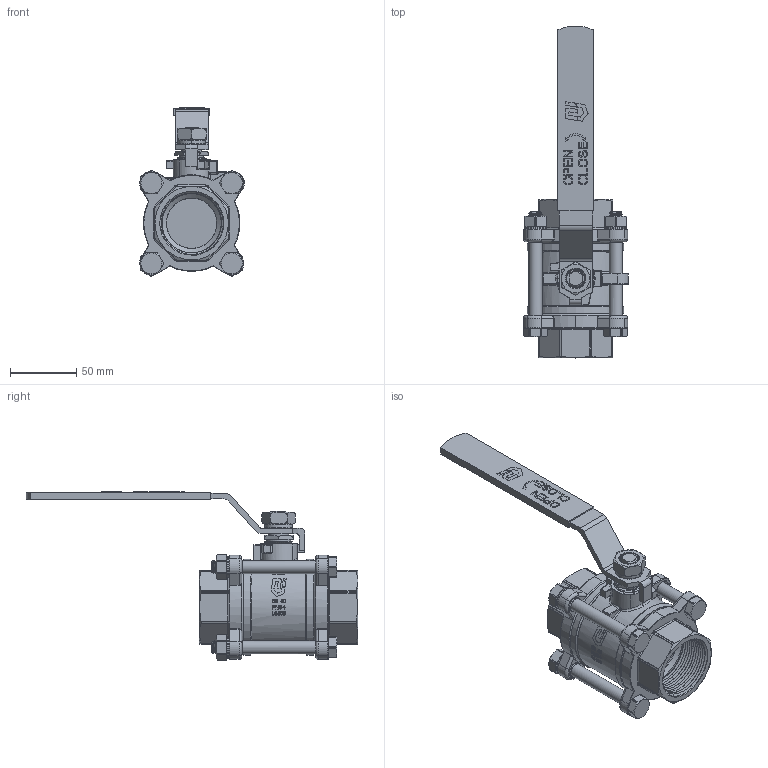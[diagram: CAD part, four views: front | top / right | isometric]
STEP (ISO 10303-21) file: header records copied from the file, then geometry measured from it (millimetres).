
FILE_DESCRIPTION(('HOOPS Exchange Step'),'2;1');
FILE_NAME('GK0400_DN40.stp','2025-10-31T15:10:31+01:00',('nieru'),('Unknown organisation'),'HOOPS Exchange 2024.2','HOOPS Exchange','Unknown authorisation');
FILE_SCHEMA( ('AP203_CONFIGURATION_CONTROLLED_3D_DESIGN_OF_MECHANICAL_PARTS_AND_ASSEMBLIES_MIM_LF') );
Length unit declared in the file: millimetre
Products named in the file (2): 0; root
Assembly tree (1 placements, depth 2):
  root
    0
Bounding box: 79.41 x 251.3 x 127.31 mm (x, y, z)
Volume: 409101.3 mm3; surface area: 101713.5 mm2
Topology: 1 solids, 1 shells, 2043 faces, 5914 edges, 3915 vertices
Faces by surface type: plane 901, cylinder 597, bspline 295, torus 177, cone 59, sphere 14
Full cylindrical faces by diameter (mm): 10 x72, 12 x8, 13.6 x4, 15 x1, 15.4 x1, 15.5 x1, 18 x1, 20.5 x4, 22 x2, 38 x2, 45 x20, 70.5 x1, 73 x2
Entity records: 139518 total; most frequent: CARTESIAN_POINT 91550, ORIENTED_EDGE 11776, DIRECTION 7618, EDGE_CURVE 5888, VERTEX_POINT 3915, AXIS2_PLACEMENT_3D 2727, B_SPLINE_CURVE_WITH_KNOTS 2421, VECTOR 2164
